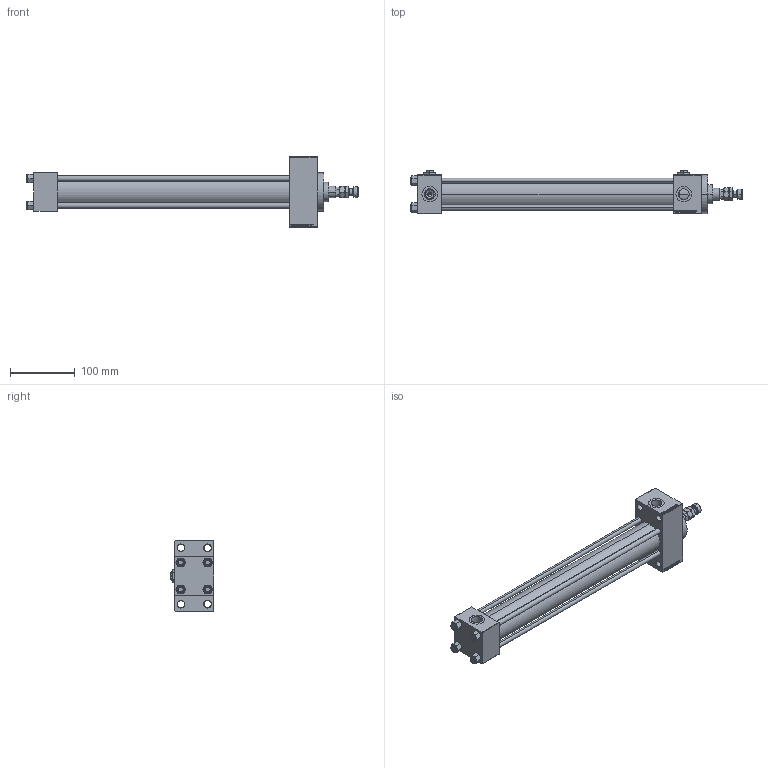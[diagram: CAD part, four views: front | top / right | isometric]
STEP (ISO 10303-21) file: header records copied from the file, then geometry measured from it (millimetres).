
FILE_DESCRIPTION (( 'STEP AP203' ), '1' );
FILE_NAME ('38f3.STEP', '2023-08-23T03:26:05', ( '' ), ( '' ), 'SwSTEP 2.0', 'SolidWorks 2019', '' );
FILE_SCHEMA (( 'CONFIG_CONTROL_DESIGN' ));
Length unit declared in the file: millimetre
Products named in the file (8): V215_VC_A 5004f5346f160bcbeea6dca489762301; V215CR_VCP_D 5004f5346f160bcbeea6dca489762301; Zatka_pro_OIL_PORT 5004f5346f160bcbeea6dca489762301; NUT_M5_D 5004f5346f160bcbeea6dca489762301; 38f3; V215CR_D_Body 5004f5346f160bcbeea6dca489762301; V215CR_D_TYCINKA 5004f5346f160bcbeea6dca489762301; MFA 5004f5346f160bcbeea6dca489762301
Assembly tree (14 placements, depth 2):
  38f3
    V215CR_D_Body 5004f5346f160bcbeea6dca489762301
    V215CR_VCP_D 5004f5346f160bcbeea6dca489762301
    NUT_M5_D 5004f5346f160bcbeea6dca489762301  x4
    V215CR_D_TYCINKA 5004f5346f160bcbeea6dca489762301  x4
    V215_VC_A 5004f5346f160bcbeea6dca489762301
    MFA 5004f5346f160bcbeea6dca489762301
    Zatka_pro_OIL_PORT 5004f5346f160bcbeea6dca489762301  x2
Bounding box: 513 x 67 x 109 mm (x, y, z)
Volume: 774001.6 mm3; surface area: 255433.4 mm2
Topology: 14 solids, 14 shells, 1257 faces, 3096 edges, 1984 vertices
Faces by surface type: plane 562, bspline 368, cone 212, cylinder 103, torus 12
Entity records: 50955 total; most frequent: CARTESIAN_POINT 26236, ORIENTED_EDGE 5492, DIRECTION 3656, EDGE_CURVE 2746, VERTEX_POINT 1782, VECTOR 1574, LINE 1574, EDGE_LOOP 1234
